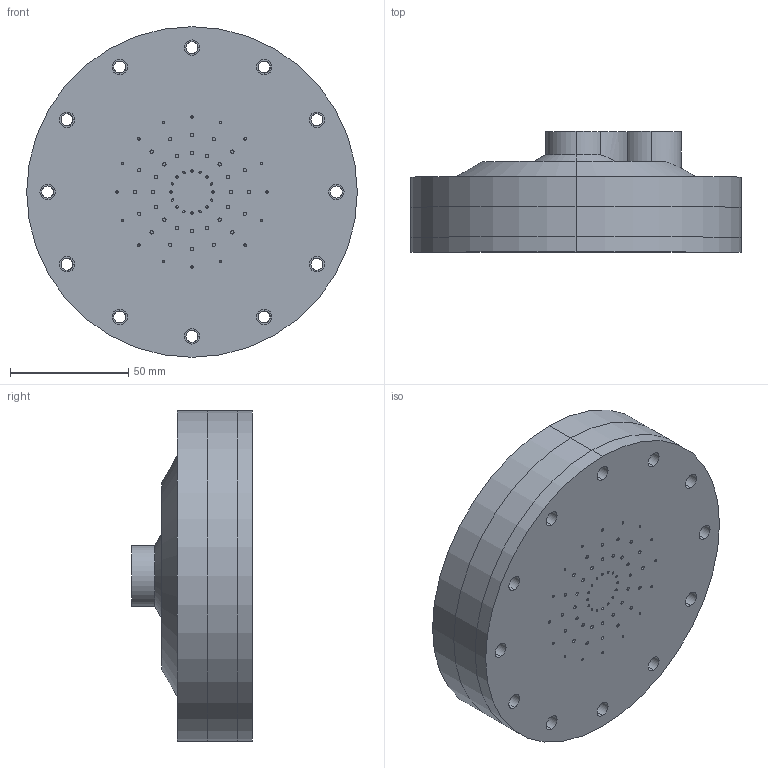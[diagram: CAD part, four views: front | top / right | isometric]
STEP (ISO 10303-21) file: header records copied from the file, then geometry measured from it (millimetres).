
FILE_DESCRIPTION (( 'STEP AP214' ), '1' );
FILE_NAME ('Injector Assembly V6-6-4.STEP', '2022-06-04T23:50:44', ( '' ), ( '' ), 'SwSTEP 2.0', 'SolidWorks 2021', '' );
FILE_SCHEMA (( 'AUTOMOTIVE_DESIGN' ));
Length unit declared in the file: inch
Products named in the file (4): Injector Assembly V6-6-4; Top Plate V4; Injector V4; Distribution Plate V4
Assembly tree (3 placements, depth 2):
  Injector Assembly V6-6-4
    Injector V4
    Distribution Plate V4
    Top Plate V4
Bounding box: 139.7 x 50.98 x 139.7 mm (x, y, z)
Volume: 426686.7 mm3; surface area: 132224 mm2
Topology: 3 solids, 3 shells, 361 faces, 1040 edges, 690 vertices
Faces by surface type: cylinder 316, plane 28, cone 15, bspline 2
Entity records: 14336 total; most frequent: CARTESIAN_POINT 4392, ORIENTED_EDGE 2080, DIRECTION 1962, EDGE_CURVE 1040, AXIS2_PLACEMENT_3D 814, VERTEX_POINT 690, EDGE_LOOP 636, CIRCLE 449
